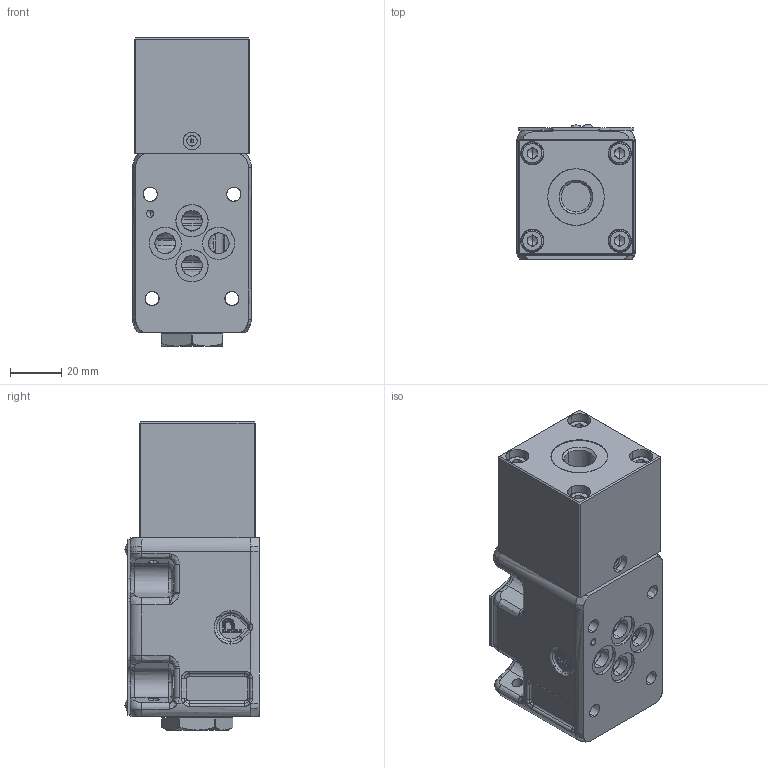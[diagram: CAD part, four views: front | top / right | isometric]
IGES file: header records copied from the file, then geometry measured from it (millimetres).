
Start section: SolidWorks IGES file using analytic representation for surfaces
Global section: file name: AD3P--FZ002.igs; native system: SolidWorks 2012; preprocessor: SolidWorks 2012; author: serviziopdm; date: 131011.113021; units: millimetre
Bounding box: 46 x 52.2 x 119.7 mm (x, y, z)
Surface area: 63681.7 mm2 (no closed solid volume)
Topology: 0 solids, 0 shells, 1773 faces, 18984 edges, 18926 vertices
Faces by surface type: bspline 1153, revolution 620
